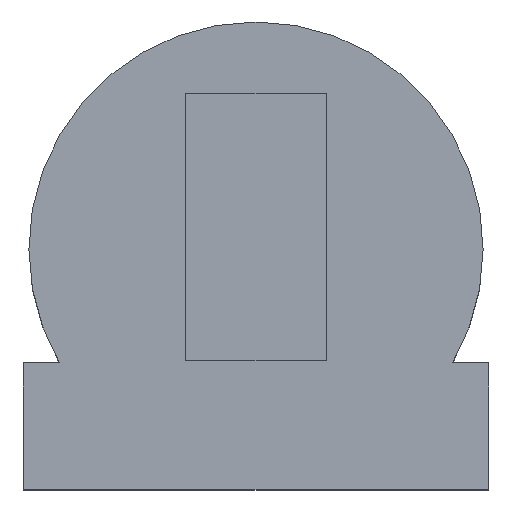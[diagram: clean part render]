
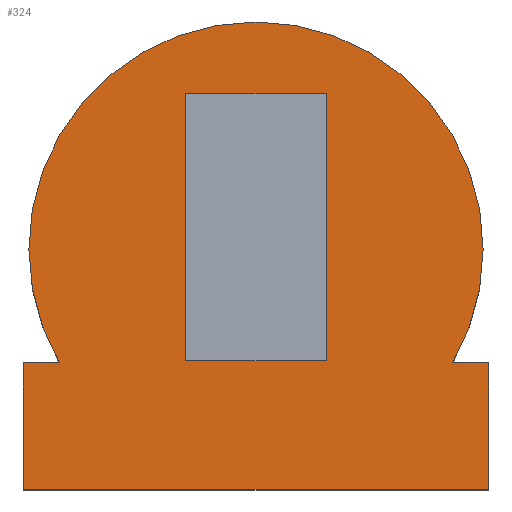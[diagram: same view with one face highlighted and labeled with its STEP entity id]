
A CAD part, top view. The second image highlights one B-rep face of the part: STEP entity #324.
In plain terms, the highlighted planar face has unit normal (0, 0, 1).
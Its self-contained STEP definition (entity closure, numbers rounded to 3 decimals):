
#59=DIRECTION('',(-1.,0.,0.));
#60=VECTOR('',#59,4.844);
#61=CARTESIAN_POINT('',(-26.356,-15.25,27.));
#62=LINE('',#61,#60);
#63=CARTESIAN_POINT('',(0.,0.,27.));
#64=DIRECTION('',(0.,0.,1.));
#65=DIRECTION('',(0.866,-0.501,0.));
#66=AXIS2_PLACEMENT_3D('',#63,#64,#65);
#68=DIRECTION('',(-1.,0.,0.));
#69=VECTOR('',#68,4.844);
#70=CARTESIAN_POINT('',(31.2,-15.25,27.));
#71=LINE('',#70,#69);
#72=DIRECTION('',(0.,1.,0.));
#73=VECTOR('',#72,17.);
#74=CARTESIAN_POINT('',(31.2,-32.25,27.));
#75=LINE('',#74,#73);
#76=DIRECTION('',(1.,0.,0.));
#77=VECTOR('',#76,31.2);
#78=CARTESIAN_POINT('',(0.,-32.25,27.));
#79=LINE('',#78,#77);
#80=DIRECTION('',(1.,0.,0.));
#81=VECTOR('',#80,31.2);
#82=CARTESIAN_POINT('',(-31.2,-32.25,27.));
#83=LINE('',#82,#81);
#84=DIRECTION('',(0.,-1.,0.));
#85=VECTOR('',#84,17.);
#86=CARTESIAN_POINT('',(-31.2,-15.25,27.));
#87=LINE('',#86,#85);
#88=DIRECTION('',(0.,-1.,0.));
#89=VECTOR('',#88,35.8);
#90=CARTESIAN_POINT('',(-9.45,20.8,27.));
#91=LINE('',#90,#89);
#92=DIRECTION('',(0.,1.,0.));
#93=VECTOR('',#92,35.8);
#94=CARTESIAN_POINT('',(9.45,-15.,27.));
#95=LINE('',#94,#93);
#96=DIRECTION('',(1.,0.,0.));
#97=VECTOR('',#96,18.9);
#98=CARTESIAN_POINT('',(-9.45,20.8,27.));
#99=LINE('',#98,#97);
#116=DIRECTION('',(-1.,0.,0.));
#117=VECTOR('',#116,18.9);
#118=CARTESIAN_POINT('',(9.45,-15.,27.));
#119=LINE('',#118,#117);
#150=CARTESIAN_POINT('',(-26.356,-15.25,27.));
#151=CARTESIAN_POINT('',(-31.2,-15.25,27.));
#152=VERTEX_POINT('',#150);
#153=VERTEX_POINT('',#151);
#154=CARTESIAN_POINT('',(-31.2,-32.25,27.));
#155=VERTEX_POINT('',#154);
#156=CARTESIAN_POINT('',(0.,-32.25,27.));
#157=VERTEX_POINT('',#156);
#158=CARTESIAN_POINT('',(31.2,-32.25,27.));
#159=VERTEX_POINT('',#158);
#160=CARTESIAN_POINT('',(31.2,-15.25,27.));
#161=VERTEX_POINT('',#160);
#162=CARTESIAN_POINT('',(26.356,-15.25,27.));
#163=VERTEX_POINT('',#162);
#172=CARTESIAN_POINT('',(-9.45,20.8,27.));
#173=CARTESIAN_POINT('',(-9.45,-15.,27.));
#174=VERTEX_POINT('',#172);
#175=VERTEX_POINT('',#173);
#176=CARTESIAN_POINT('',(9.45,-15.,27.));
#177=CARTESIAN_POINT('',(9.45,20.8,27.));
#178=VERTEX_POINT('',#176);
#179=VERTEX_POINT('',#177);
#300=CARTESIAN_POINT('',(0.,0.,27.));
#301=DIRECTION('',(0.,0.,1.));
#302=DIRECTION('',(1.,0.,0.));
#303=AXIS2_PLACEMENT_3D('',#300,#301,#302);
#304=PLANE('',#303);
#305=ORIENTED_EDGE('',*,*,#210,.F.);
#306=ORIENTED_EDGE('',*,*,#225,.F.);
#307=ORIENTED_EDGE('',*,*,#239,.F.);
#308=ORIENTED_EDGE('',*,*,#253,.F.);
#309=ORIENTED_EDGE('',*,*,#267,.F.);
#310=ORIENTED_EDGE('',*,*,#281,.F.);
#311=ORIENTED_EDGE('',*,*,#294,.F.);
#312=EDGE_LOOP('',(#305,#306,#307,#308,#309,#310,#311));
#313=FACE_OUTER_BOUND('',#312,.F.);
#315=ORIENTED_EDGE('',*,*,#314,.F.);
#317=ORIENTED_EDGE('',*,*,#316,.T.);
#319=ORIENTED_EDGE('',*,*,#318,.F.);
#321=ORIENTED_EDGE('',*,*,#320,.T.);
#322=EDGE_LOOP('',(#315,#317,#319,#321));
#323=FACE_BOUND('',#322,.F.);
#324=ADVANCED_FACE('',(#313,#323),#304,.T.);
#67=CIRCLE('',#66,30.45);
#210=EDGE_CURVE('',#152,#153,#62,.T.);
#225=EDGE_CURVE('',#163,#152,#67,.T.);
#239=EDGE_CURVE('',#161,#163,#71,.T.);
#253=EDGE_CURVE('',#159,#161,#75,.T.);
#267=EDGE_CURVE('',#157,#159,#79,.T.);
#281=EDGE_CURVE('',#155,#157,#83,.T.);
#294=EDGE_CURVE('',#153,#155,#87,.T.);
#314=EDGE_CURVE('',#174,#179,#99,.T.);
#316=EDGE_CURVE('',#174,#175,#91,.T.);
#318=EDGE_CURVE('',#178,#175,#119,.T.);
#320=EDGE_CURVE('',#178,#179,#95,.T.);
